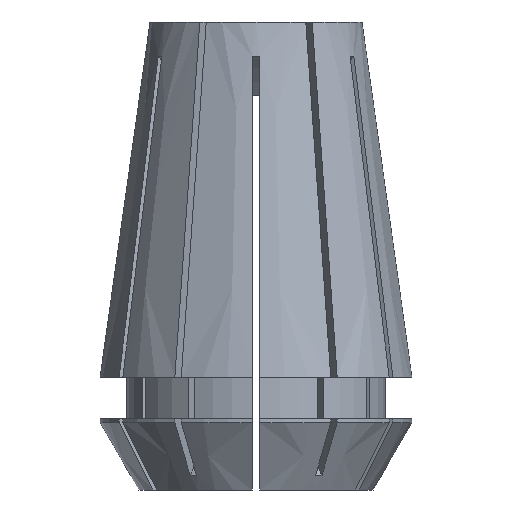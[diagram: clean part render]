
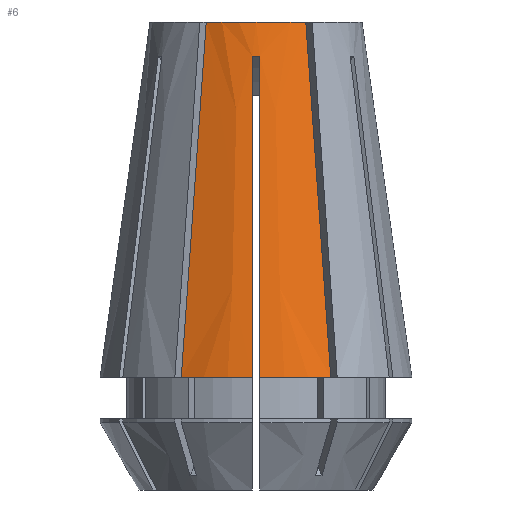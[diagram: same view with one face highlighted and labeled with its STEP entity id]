
A CAD part, front view. The second image highlights one B-rep face of the part: STEP entity #6.
In plain terms, the highlighted conical face has half-angle 8 degrees and reference radius 10.5 mm.
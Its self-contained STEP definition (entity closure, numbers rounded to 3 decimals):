
#6 = ADVANCED_FACE ( 'NONE', ( #3040 ), #3450, .T. ) ;
#40 = B_SPLINE_CURVE_WITH_KNOTS ( 'NONE', 3,
 ( #791, #3357, #2937, #1075 ),
 .UNSPECIFIED., .F., .F.,
 ( 4, 4 ),
 ( 0.014, 0.036 ),
 .UNSPECIFIED. ) ;
#46 = CIRCLE ( 'NONE', #4671, 10.5 ) ;
#188 = CARTESIAN_POINT ( 'NONE',  ( -4.494, -8.284, -16.244 ) ) ;
#252 = CARTESIAN_POINT ( 'NONE',  ( -4.763, -8.75, -20.072 ) ) ;
#269 = VERTEX_POINT ( 'NONE', #3234 ) ;
#337 = VERTEX_POINT ( 'NONE', #3010 ) ;
#465 = EDGE_CURVE ( 'NONE', #337, #3808, #2034, .T. ) ;
#482 = B_SPLINE_CURVE_WITH_KNOTS ( 'NONE', 3,
 ( #1325, #2067, #2056, #598 ),
 .UNSPECIFIED., .F., .F.,
 ( 4, 4 ),
 ( 0.014, 0.036 ),
 .UNSPECIFIED. ) ;
#561 = VERTEX_POINT ( 'NONE', #4240 ) ;
#598 = CARTESIAN_POINT ( 'NONE',  ( -0.25, -7.461, -2.303 ) ) ;
#611 = CARTESIAN_POINT ( 'NONE',  ( -3.934, -7.314, -8.277 ) ) ;
#622 = CARTESIAN_POINT ( 'NONE',  ( 0., 0., -23.9 ) ) ;
#646 = B_SPLINE_CURVE_WITH_KNOTS ( 'NONE', 3,
 ( #2042, #981, #611, #4623, #188, #252, #2794 ),
 .UNSPECIFIED., .F., .F.,
 ( 4, 3, 4 ),
 ( 0., 0.013, 0.024 ),
 .UNSPECIFIED. ) ;
#726 = DIRECTION ( 'NONE',  ( 0., 0., -1. ) ) ;
#791 = CARTESIAN_POINT ( 'NONE',  ( 0.25, -10.497, -23.9 ) ) ;
#850 = ORIENTED_EDGE ( 'NONE', *, *, #4536, .F. ) ;
#981 = CARTESIAN_POINT ( 'NONE',  ( -3.643, -6.81, -4.138 ) ) ;
#1045 = EDGE_CURVE ( 'NONE', #269, #1777, #646, .T. ) ;
#1066 = EDGE_CURVE ( 'NONE', #1777, #561, #4297, .T. ) ;
#1075 = CARTESIAN_POINT ( 'NONE',  ( 0.25, -7.461, -2.303 ) ) ;
#1118 = CARTESIAN_POINT ( 'NONE',  ( 3.352, -6.306, 0. ) ) ;
#1173 = CARTESIAN_POINT ( 'NONE',  ( 3.643, -6.81, -4.138 ) ) ;
#1188 = ORIENTED_EDGE ( 'NONE', *, *, #4481, .T. ) ;
#1269 = CARTESIAN_POINT ( 'NONE',  ( 4.494, -8.284, -16.244 ) ) ;
#1325 = CARTESIAN_POINT ( 'NONE',  ( -0.25, -10.497, -23.9 ) ) ;
#1357 = AXIS2_PLACEMENT_3D ( 'NONE', #3587, #2827, #1360 ) ;
#1360 = DIRECTION ( 'NONE',  ( 1., 0., 0. ) ) ;
#1640 = CARTESIAN_POINT ( 'NONE',  ( -0.25, -7.461, -2.303 ) ) ;
#1777 = VERTEX_POINT ( 'NONE', #2888 ) ;
#1955 = DIRECTION ( 'NONE',  ( -1., 0., 0. ) ) ;
#1998 = CARTESIAN_POINT ( 'NONE',  ( 0.083, -7.466, -2.299 ) ) ;
#2034 = B_SPLINE_CURVE_WITH_KNOTS ( 'NONE', 3,
 ( #1118, #1173, #3445, #3816, #1269, #2364, #2724 ),
 .UNSPECIFIED., .F., .F.,
 ( 4, 3, 4 ),
 ( 0., 0.013, 0.024 ),
 .UNSPECIFIED. ) ;
#2042 = CARTESIAN_POINT ( 'NONE',  ( -3.352, -6.306, 0. ) ) ;
#2056 = CARTESIAN_POINT ( 'NONE',  ( -0.25, -8.473, -9.502 ) ) ;
#2067 = CARTESIAN_POINT ( 'NONE',  ( -0.25, -9.485, -16.701 ) ) ;
#2102 = CARTESIAN_POINT ( 'NONE',  ( 0.25, -10.497, -23.9 ) ) ;
#2122 = ORIENTED_EDGE ( 'NONE', *, *, #2216, .T. ) ;
#2204 = CARTESIAN_POINT ( 'NONE',  ( 0., 0., -23.9 ) ) ;
#2216 = EDGE_CURVE ( 'NONE', #4080, #3808, #46, .T. ) ;
#2364 = CARTESIAN_POINT ( 'NONE',  ( 4.763, -8.75, -20.072 ) ) ;
#2598 = B_SPLINE_CURVE_WITH_KNOTS ( 'NONE', 3,
 ( #1640, #3500, #1998, #3447 ),
 .UNSPECIFIED., .F., .F.,
 ( 4, 4 ),
 ( 0., 0.001 ),
 .UNSPECIFIED. ) ;
#2715 = DIRECTION ( 'NONE',  ( 0., 0., 1. ) ) ;
#2724 = CARTESIAN_POINT ( 'NONE',  ( 5.032, -9.216, -23.9 ) ) ;
#2794 = CARTESIAN_POINT ( 'NONE',  ( -5.032, -9.216, -23.9 ) ) ;
#2827 = DIRECTION ( 'NONE',  ( 0., 0., 1. ) ) ;
#2878 = EDGE_LOOP ( 'NONE', ( #2973, #3616, #4039, #4527, #1188, #4491, #850, #2122 ) ) ;
#2888 = CARTESIAN_POINT ( 'NONE',  ( -5.032, -9.216, -23.9 ) ) ;
#2937 = CARTESIAN_POINT ( 'NONE',  ( 0.25, -8.473, -9.502 ) ) ;
#2973 = ORIENTED_EDGE ( 'NONE', *, *, #465, .F. ) ;
#2999 = AXIS2_PLACEMENT_3D ( 'NONE', #2204, #726, #1955 ) ;
#3010 = CARTESIAN_POINT ( 'NONE',  ( 3.352, -6.306, 0. ) ) ;
#3033 = AXIS2_PLACEMENT_3D ( 'NONE', #622, #3896, #4311 ) ;
#3040 = FACE_OUTER_BOUND ( 'NONE', #2878, .T. ) ;
#3110 = VERTEX_POINT ( 'NONE', #3968 ) ;
#3234 = CARTESIAN_POINT ( 'NONE',  ( -3.352, -6.306, 0. ) ) ;
#3357 = CARTESIAN_POINT ( 'NONE',  ( 0.25, -9.485, -16.701 ) ) ;
#3445 = CARTESIAN_POINT ( 'NONE',  ( 3.934, -7.314, -8.277 ) ) ;
#3447 = CARTESIAN_POINT ( 'NONE',  ( 0.25, -7.461, -2.303 ) ) ;
#3450 = CONICAL_SURFACE ( 'NONE', #2999, 10.5, 0.14 ) ;
#3500 = CARTESIAN_POINT ( 'NONE',  ( -0.083, -7.466, -2.299 ) ) ;
#3546 = DIRECTION ( 'NONE',  ( 1., 0., 0. ) ) ;
#3587 = CARTESIAN_POINT ( 'NONE',  ( 0., 0., 0. ) ) ;
#3616 = ORIENTED_EDGE ( 'NONE', *, *, #4389, .F. ) ;
#3798 = VERTEX_POINT ( 'NONE', #3865 ) ;
#3808 = VERTEX_POINT ( 'NONE', #4607 ) ;
#3816 = CARTESIAN_POINT ( 'NONE',  ( 4.225, -7.818, -12.415 ) ) ;
#3862 = EDGE_CURVE ( 'NONE', #3110, #3798, #2598, .T. ) ;
#3865 = CARTESIAN_POINT ( 'NONE',  ( 0.25, -7.461, -2.303 ) ) ;
#3896 = DIRECTION ( 'NONE',  ( 0., 0., 1. ) ) ;
#3968 = CARTESIAN_POINT ( 'NONE',  ( -0.25, -7.461, -2.303 ) ) ;
#4039 = ORIENTED_EDGE ( 'NONE', *, *, #1045, .T. ) ;
#4080 = VERTEX_POINT ( 'NONE', #2102 ) ;
#4240 = CARTESIAN_POINT ( 'NONE',  ( -0.25, -10.497, -23.9 ) ) ;
#4297 = CIRCLE ( 'NONE', #3033, 10.5 ) ;
#4311 = DIRECTION ( 'NONE',  ( 1., 0., 0. ) ) ;
#4389 = EDGE_CURVE ( 'NONE', #269, #337, #4681, .T. ) ;
#4481 = EDGE_CURVE ( 'NONE', #561, #3110, #482, .T. ) ;
#4491 = ORIENTED_EDGE ( 'NONE', *, *, #3862, .T. ) ;
#4527 = ORIENTED_EDGE ( 'NONE', *, *, #1066, .T. ) ;
#4536 = EDGE_CURVE ( 'NONE', #4080, #3798, #40, .T. ) ;
#4545 = CARTESIAN_POINT ( 'NONE',  ( 0., 0., -23.9 ) ) ;
#4607 = CARTESIAN_POINT ( 'NONE',  ( 5.032, -9.216, -23.9 ) ) ;
#4623 = CARTESIAN_POINT ( 'NONE',  ( -4.225, -7.818, -12.415 ) ) ;
#4671 = AXIS2_PLACEMENT_3D ( 'NONE', #4545, #2715, #3546 ) ;
#4681 = CIRCLE ( 'NONE', #1357, 7.141 ) ;
